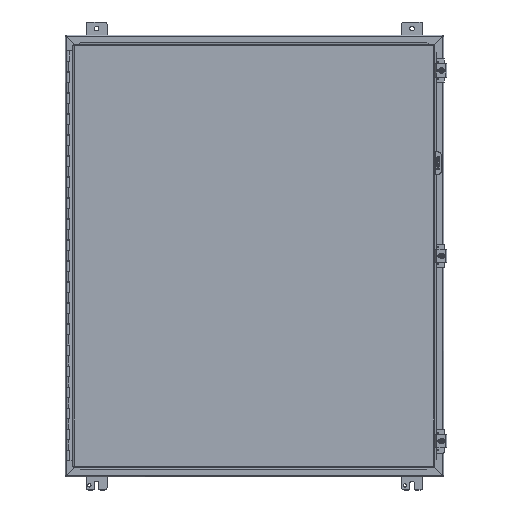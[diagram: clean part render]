
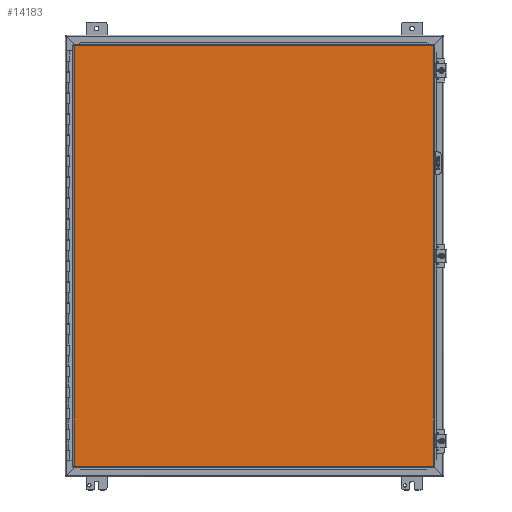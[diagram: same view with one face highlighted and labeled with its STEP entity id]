
A CAD part, top view. The second image highlights one B-rep face of the part: STEP entity #14183.
In plain terms, the highlighted face is planar.
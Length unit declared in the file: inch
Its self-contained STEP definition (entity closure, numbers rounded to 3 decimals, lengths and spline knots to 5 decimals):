
#13340=CARTESIAN_POINT('',(-17.08225,-19.9885,0.));
#13341=VERTEX_POINT('',#13340);
#13352=CARTESIAN_POINT('',(17.08225,-19.9885,0.));
#13353=VERTEX_POINT('',#13352);
#13354=CARTESIAN_POINT('',(17.08225,-19.9885,0.0));
#13355=DIRECTION('',(-1.0,0.0,0.0));
#13356=VECTOR('',#13355,34.1645);
#13357=LINE('',#13354,#13356);
#13358=EDGE_CURVE('',#13353,#13341,#13357,.T.);
#13474=CARTESIAN_POINT('',(-17.08225,19.9885,0.));
#13475=VERTEX_POINT('',#13474);
#13573=CARTESIAN_POINT('',(17.08225,19.9885,0.));
#13574=VERTEX_POINT('',#13573);
#13585=CARTESIAN_POINT('',(-17.08225,19.9885,0.0));
#13586=DIRECTION('',(1.0,0.0,0.0));
#13587=VECTOR('',#13586,34.1645);
#13588=LINE('',#13585,#13587);
#13589=EDGE_CURVE('',#13475,#13574,#13588,.T.);
#13894=CARTESIAN_POINT('',(-17.08225,-19.9885,0.0));
#13895=DIRECTION('',(0.0,1.0,0.0));
#13896=VECTOR('',#13895,39.977);
#13897=LINE('',#13894,#13896);
#13898=EDGE_CURVE('',#13341,#13475,#13897,.T.);
#13988=CARTESIAN_POINT('',(17.08225,19.9885,0.0));
#13989=DIRECTION('',(0.0,-1.0,0.0));
#13990=VECTOR('',#13989,39.977);
#13991=LINE('',#13988,#13990);
#13992=EDGE_CURVE('',#13574,#13353,#13991,.T.);
#14172=CARTESIAN_POINT('',(0.,0.,0.0));
#14173=DIRECTION('',(0.0,0.0,1.0));
#14174=DIRECTION('',(1.0,0.0,0.0));
#14175=AXIS2_PLACEMENT_3D('',#14172,#14173,#14174);
#14176=PLANE('',#14175);
#14177=ORIENTED_EDGE('',*,*,#13898,.T.);
#14178=ORIENTED_EDGE('',*,*,#13589,.T.);
#14179=ORIENTED_EDGE('',*,*,#13992,.T.);
#14180=ORIENTED_EDGE('',*,*,#13358,.T.);
#14181=EDGE_LOOP('',(#14177,#14178,#14179,#14180));
#14182=FACE_OUTER_BOUND('',#14181,.T.);
#14183=ADVANCED_FACE('',(#14182),#14176,.F.);
